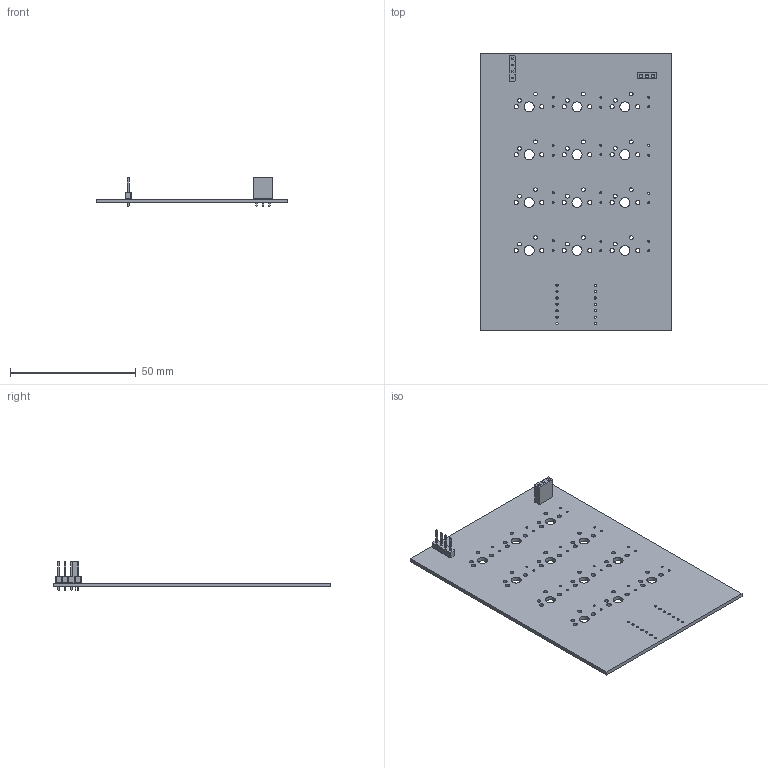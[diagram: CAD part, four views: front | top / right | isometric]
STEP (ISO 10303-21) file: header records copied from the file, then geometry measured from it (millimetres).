
FILE_DESCRIPTION(('KiCad electronic assembly'),'2;1');
FILE_NAME('highway.step','2025-07-20T13:16:56',('Pcbnew'),('Kicad'), 'Open CASCADE STEP processor 7.8','KiCad to STEP converter','Unknown' );
FILE_SCHEMA(('AUTOMOTIVE_DESIGN { 1 0 10303 214 1 1 1 1 }'));
Length unit declared in the file: millimetre
Products named in the file (4): highway 1; PinSocket_1x03_P2.54mm_Vertical; PinHeader_1x04_P2.54mm_Vertical; highway_PCB
Assembly tree (3 placements, depth 2):
  highway 1
    PinSocket_1x03_P2.54mm_Vertical
    PinHeader_1x04_P2.54mm_Vertical
    highway_PCB
Bounding box: 76.29 x 110.41 x 11.64 mm (x, y, z)
Volume: 12538.7 mm3; surface area: 18131.2 mm2
Topology: 3 solids, 3 shells, 299 faces, 793 edges, 514 vertices
Faces by surface type: plane 194, cylinder 105
Full cylindrical faces by diameter (mm): 0.8 x24, 0.889 x14, 1 x7, 1.5 x24, 1.7 x24, 4 x12
Entity records: 11428 total; most frequent: CARTESIAN_POINT 1610, DIRECTION 1609, ORIENTED_EDGE 1586, EDGE_CURVE 793, LINE 583, VECTOR 583, FACE_BOUND 523, EDGE_LOOP 523
